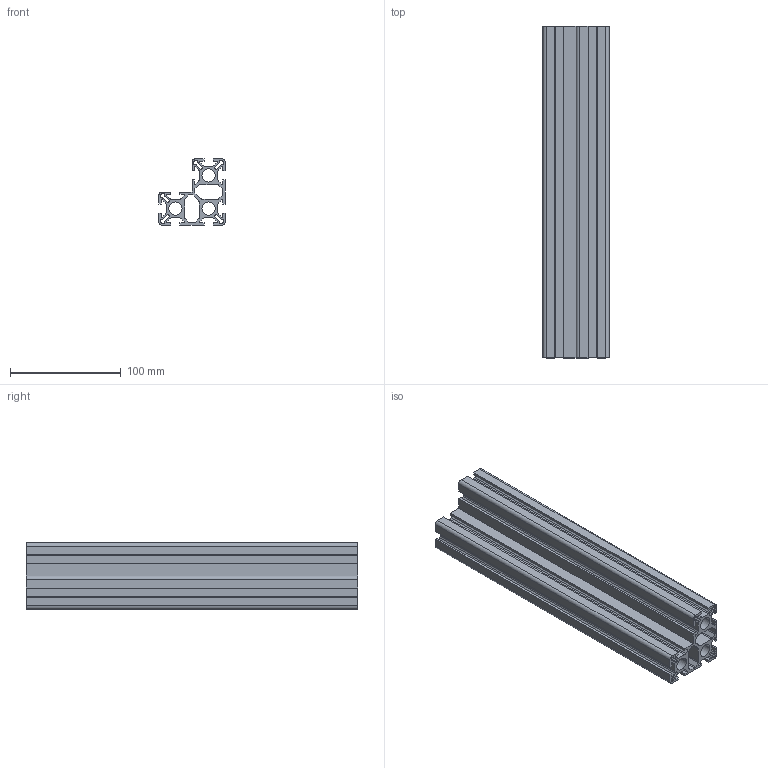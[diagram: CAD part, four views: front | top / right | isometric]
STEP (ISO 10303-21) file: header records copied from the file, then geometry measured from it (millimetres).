
FILE_DESCRIPTION (( 'STEP AP214' ), '1' );
FILE_NAME ('1728065478816.step', '2024-10-04T18:11:21', ( 'Windows User' ), ( '' ), 'SwSTEP 2.0', 'SolidWorks 2011', '' );
FILE_SCHEMA (( 'AUTOMOTIVE_DESIGN' ));
Length unit declared in the file: millimetre
Products named in the file (2): 1728065478816; 1.11.060060.87Sx300.00(1)
Assembly tree (1 placements, depth 2):
  1728065478816
    1.11.060060.87Sx300.00(1)
Bounding box: 60 x 300 x 60 mm (x, y, z)
Volume: 310932.9 mm3; surface area: 239653 mm2
Topology: 1 solids, 1 shells, 227 faces, 675 edges, 450 vertices
Faces by surface type: plane 118, cylinder 109
Entity records: 7773 total; most frequent: CARTESIAN_POINT 1356, DIRECTION 1355, ORIENTED_EDGE 1350, EDGE_CURVE 675, LINE 457, VECTOR 457, VERTEX_POINT 450, AXIS2_PLACEMENT_3D 449
